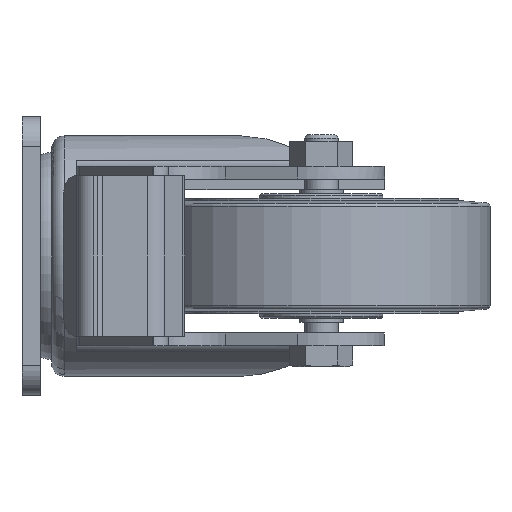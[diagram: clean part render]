
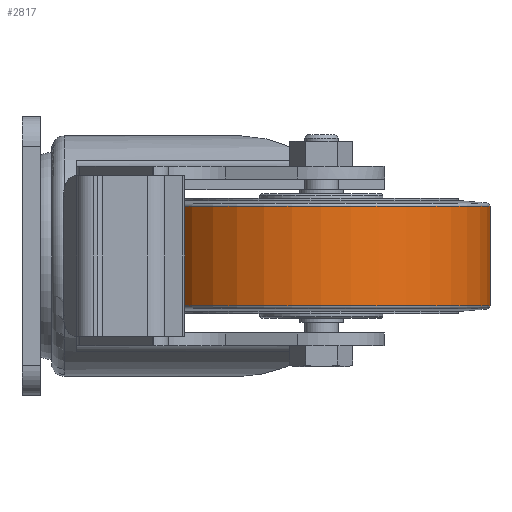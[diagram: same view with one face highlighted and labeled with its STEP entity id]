
A CAD part, left-side view. The second image highlights one B-rep face of the part: STEP entity #2817.
In plain terms, the highlighted cylindrical face has radius 40 mm (diameter 80 mm), a full revolution.
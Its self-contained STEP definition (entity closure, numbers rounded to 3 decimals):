
#79=CYLINDRICAL_SURFACE('',#3055,40.);
#167=CIRCLE('',#3054,40.);
#168=CIRCLE('',#3056,40.);
#514=ORIENTED_EDGE('',*,*,#1215,.T.);
#515=ORIENTED_EDGE('',*,*,#1214,.F.);
#1214=EDGE_CURVE('',#1581,#1581,#167,.T.);
#1215=EDGE_CURVE('',#1582,#1582,#168,.T.);
#1581=VERTEX_POINT('',#4449);
#1582=VERTEX_POINT('',#4452);
#2314=EDGE_LOOP('',(#514));
#2315=EDGE_LOOP('',(#515));
#2532=FACE_BOUND('',#2314,.T.);
#2533=FACE_BOUND('',#2315,.T.);
#2817=ADVANCED_FACE('',(#2532,#2533),#79,.T.);
#3054=AXIS2_PLACEMENT_3D('',#4448,#3573,#3574);
#3055=AXIS2_PLACEMENT_3D('',#4450,#3575,#3576);
#3056=AXIS2_PLACEMENT_3D('',#4451,#3577,#3578);
#3573=DIRECTION('',(0.,0.,-1.));
#3574=DIRECTION('',(-1.,0.,0.));
#3575=DIRECTION('',(0.,0.,-1.));
#3576=DIRECTION('',(-1.,0.,0.));
#3577=DIRECTION('',(0.,0.,-1.));
#3578=DIRECTION('',(-1.,0.,0.));
#4448=CARTESIAN_POINT('',(0.,0.,-11.813));
#4449=CARTESIAN_POINT('',(-40.,0.,-11.813));
#4450=CARTESIAN_POINT('',(0.,0.,-14.75));
#4451=CARTESIAN_POINT('',(0.,0.,11.813));
#4452=CARTESIAN_POINT('',(-40.,0.,11.813));
